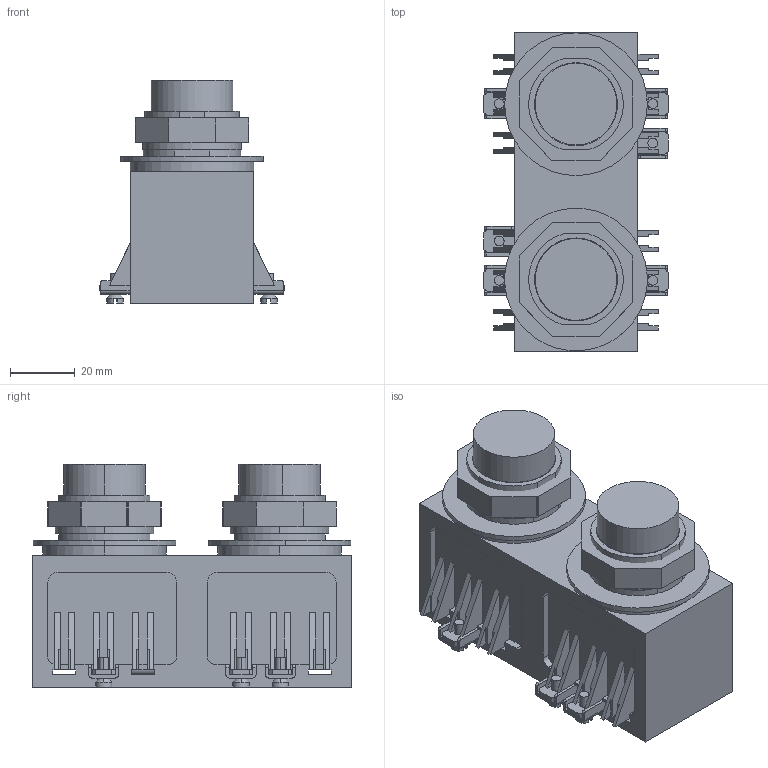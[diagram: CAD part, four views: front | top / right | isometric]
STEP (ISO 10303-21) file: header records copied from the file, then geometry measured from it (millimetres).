
FILE_DESCRIPTION((''),'2;1');
FILE_NAME('9001SKRU2_3D-SIMPLIFIED-1_ASM','2021-07-26T09:24:25',('melanie.cordero'),(''),'CREO PARAMETRIC BY PTC INC, 2018260','CREO PARAMETRIC BY PTC INC, 2018260','');
FILE_SCHEMA(('CONFIG_CONTROL_DESIGN'));
Length unit declared in the file: inch
Products named in the file (8): CORPS-ARRIERE; ECROU; RONDELLE; PARTIE-AVANT; VIS; PRT0001; PRT0002; 9001SKRU2_3D-SIMPLIFIED-1_ASM
Assembly tree (25 placements, depth 2):
  9001SKRU2_3D-SIMPLIFIED-1_ASM
    CORPS-ARRIERE
    ECROU
    RONDELLE  x2
    PARTIE-AVANT  x2
    VIS  x6
    PRT0001  x7
    PRT0002  x6
Bounding box: 56.69 x 98.42 x 68.73 mm (x, y, z)
Volume: 191318.6 mm3; surface area: 52999.6 mm2
Topology: 26 solids, 26 shells, 670 faces, 1783 edges, 1174 vertices
Faces by surface type: plane 454, cylinder 204, cone 12
Entity records: 12677 total; most frequent: CARTESIAN_POINT 2207, ORIENTED_EDGE 2150, DIRECTION 2091, EDGE_CURVE 1075, VECTOR 899, LINE 899, VERTEX_POINT 712, AXIS2_PLACEMENT_3D 596
